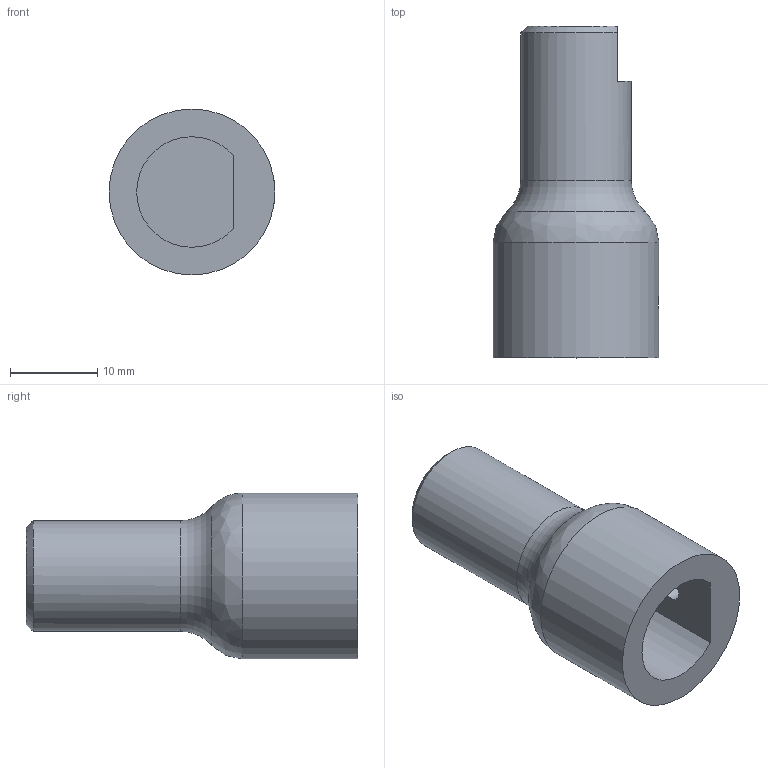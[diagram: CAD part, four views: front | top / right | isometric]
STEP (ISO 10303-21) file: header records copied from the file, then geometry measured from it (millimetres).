
FILE_DESCRIPTION(/* description */ (''),/* implementation_level */ '2;1');
FILE_NAME(/* name */ 'crank-shaft.stp',/* time_stamp */ '2021-09-28T11:30:04-03:00',/* author */ ('cecilia'),/* organization */ (''),/* preprocessor_version */ 'ST-DEVELOPER v17',/* originating_system */ 'Autodesk Inventor 2019',/* authorisation */ '');
FILE_SCHEMA (('AUTOMOTIVE_DESIGN { 1 0 10303 214 3 1 1 }'));
Length unit declared in the file: inch
Products named in the file (1): crank-shaft
Bounding box: 19.05 x 38.1 x 19.05 mm (x, y, z)
Volume: 5883 mm3; surface area: 2815.4 mm2
Topology: 1 solids, 1 shells, 13 faces, 31 edges, 21 vertices
Faces by surface type: plane 6, cylinder 4, torus 1, bspline 1, cone 1
Full cylindrical faces by diameter (mm): 2.381 x1, 12.7 x1, 19.05 x1
Entity records: 484 total; most frequent: CARTESIAN_POINT 130, DIRECTION 69, ORIENTED_EDGE 62, EDGE_CURVE 31, AXIS2_PLACEMENT_3D 29, VERTEX_POINT 21, EDGE_LOOP 16, CIRCLE 16
